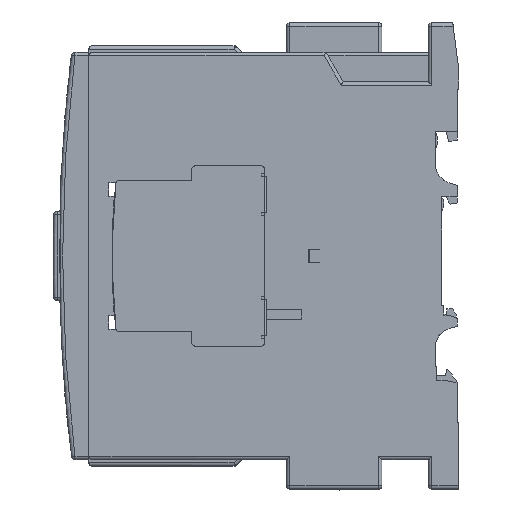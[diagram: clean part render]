
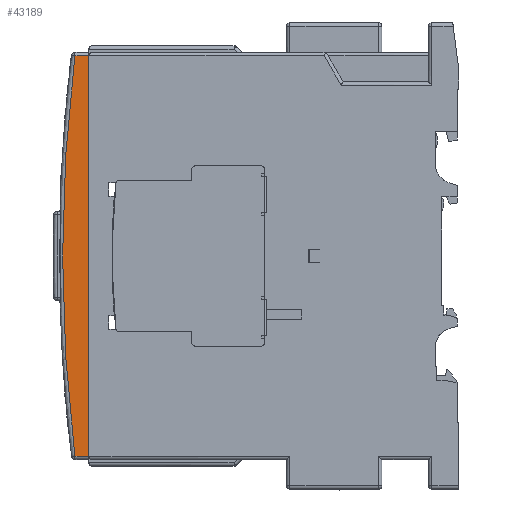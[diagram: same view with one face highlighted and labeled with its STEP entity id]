
A CAD part, left-side view. The second image highlights one B-rep face of the part: STEP entity #43189.
In plain terms, the highlighted planar face has unit normal (-1, 0, 0).
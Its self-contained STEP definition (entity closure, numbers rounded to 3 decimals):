
#4099 = LINE ( 'NONE', #16587, #163685 ) ;
#16587 = CARTESIAN_POINT ( 'NONE',  ( -34.804, 70.337, -62.185 ) ) ;
#16590 = DIRECTION ( 'NONE',  ( 0., 0., 1. ) ) ;
#24341 = CARTESIAN_POINT ( 'NONE',  ( -34.804, 74.608, -61.182 ) ) ;
#24343 = CARTESIAN_POINT ( 'NONE',  ( -34.804, 74.608, 61.184 ) ) ;
#31863 = EDGE_LOOP ( 'NONE', ( #69351, #69356, #69359, #69343, #69364 ) ) ;
#34113 = VERTEX_POINT ( 'NONE', #168090 ) ;
#34116 = VERTEX_POINT ( 'NONE', #168085 ) ;
#34125 = VERTEX_POINT ( 'NONE', #168066 ) ;
#43189 = ADVANCED_FACE ( 'NONE', ( #275984 ), #318694, .F. ) ;
#69343 = ORIENTED_EDGE ( 'NONE', *, *, #238463, .F. ) ;
#69351 = ORIENTED_EDGE ( 'NONE', *, *, #236887, .F. ) ;
#69356 = ORIENTED_EDGE ( 'NONE', *, *, #236218, .F. ) ;
#69359 = ORIENTED_EDGE ( 'NONE', *, *, #238466, .F. ) ;
#69364 = ORIENTED_EDGE ( 'NONE', *, *, #90737, .T. ) ;
#90737 = EDGE_CURVE ( 'NONE', #34125, #34113, #4099, .T. ) ;
#113999 =( BOUNDED_CURVE ( )  B_SPLINE_CURVE ( 3, ( #251784, #251786, #251788, #251789 ),
 .UNSPECIFIED., .F., .T. ) 
 B_SPLINE_CURVE_WITH_KNOTS ( ( 4, 4 ),
 ( 0., 1. ),
 .UNSPECIFIED. ) 
 CURVE ( )  GEOMETRIC_REPRESENTATION_ITEM ( )  RATIONAL_B_SPLINE_CURVE ( ( 1., 0.999, 0.999, 1. ) ) 
 REPRESENTATION_ITEM ( '' )  );
#114685 =( BOUNDED_CURVE ( )  B_SPLINE_CURVE ( 3, ( #221572, #221573, #221575, #221577 ),
 .UNSPECIFIED., .F., .T. ) 
 B_SPLINE_CURVE_WITH_KNOTS ( ( 4, 4 ),
 ( 0., 1. ),
 .UNSPECIFIED. ) 
 CURVE ( )  GEOMETRIC_REPRESENTATION_ITEM ( )  RATIONAL_B_SPLINE_CURVE ( ( 1., 0.999, 0.999, 1. ) ) 
 REPRESENTATION_ITEM ( '' )  );
#163685 = VECTOR ( 'NONE', #16590, 1000. ) ;
#168066 = CARTESIAN_POINT ( 'NONE',  ( -34.804, 70.337, -61.182 ) ) ;
#168085 = CARTESIAN_POINT ( 'NONE',  ( -34.804, 78.361, 0.001 ) ) ;
#168090 = CARTESIAN_POINT ( 'NONE',  ( -34.804, 70.337, 61.184 ) ) ;
#189373 = AXIS2_PLACEMENT_3D ( 'NONE', #318695, #318696, #318697 ) ;
#204040 = VERTEX_POINT ( 'NONE', #24341 ) ;
#204042 = VERTEX_POINT ( 'NONE', #24343 ) ;
#221572 = CARTESIAN_POINT ( 'NONE',  ( -34.804, 78.361, 0.001 ) ) ;
#221573 = CARTESIAN_POINT ( 'NONE',  ( -34.804, 78.361, 20.459 ) ) ;
#221575 = CARTESIAN_POINT ( 'NONE',  ( -34.804, 77.109, 40.879 ) ) ;
#221577 = CARTESIAN_POINT ( 'NONE',  ( -34.804, 74.608, 61.184 ) ) ;
#223771 = LINE ( 'NONE', #229979, #227343 ) ;
#224629 = LINE ( 'NONE', #251780, #249070 ) ;
#227343 = VECTOR ( 'NONE', #229981, 1000. ) ;
#229979 = CARTESIAN_POINT ( 'NONE',  ( -34.804, -422.136, 61.184 ) ) ;
#229981 = DIRECTION ( 'NONE',  ( 0., -1., 0. ) ) ;
#236218 = EDGE_CURVE ( 'NONE', #34116, #204042, #114685, .T. ) ;
#236887 = EDGE_CURVE ( 'NONE', #204042, #34113, #223771, .T. ) ;
#238463 = EDGE_CURVE ( 'NONE', #34125, #204040, #224629, .T. ) ;
#238466 = EDGE_CURVE ( 'NONE', #204040, #34116, #113999, .T. ) ;
#249070 = VECTOR ( 'NONE', #251782, 1000. ) ;
#251780 = CARTESIAN_POINT ( 'NONE',  ( -34.804, -422.136, -61.182 ) ) ;
#251782 = DIRECTION ( 'NONE',  ( 0., 1., 0. ) ) ;
#251784 = CARTESIAN_POINT ( 'NONE',  ( -34.804, 74.608, -61.182 ) ) ;
#251786 = CARTESIAN_POINT ( 'NONE',  ( -34.804, 77.109, -40.877 ) ) ;
#251788 = CARTESIAN_POINT ( 'NONE',  ( -34.804, 78.361, -20.457 ) ) ;
#251789 = CARTESIAN_POINT ( 'NONE',  ( -34.804, 78.361, 0.001 ) ) ;
#275984 = FACE_OUTER_BOUND ( 'NONE', #31863, .T. ) ;
#318694 = PLANE ( 'NONE',  #189373 ) ;
#318695 = CARTESIAN_POINT ( 'NONE',  ( -34.804, -422.136, 0.001 ) ) ;
#318696 = DIRECTION ( 'NONE',  ( 1., 0., 0. ) ) ;
#318697 = DIRECTION ( 'NONE',  ( 0., 0., -1. ) ) ;
